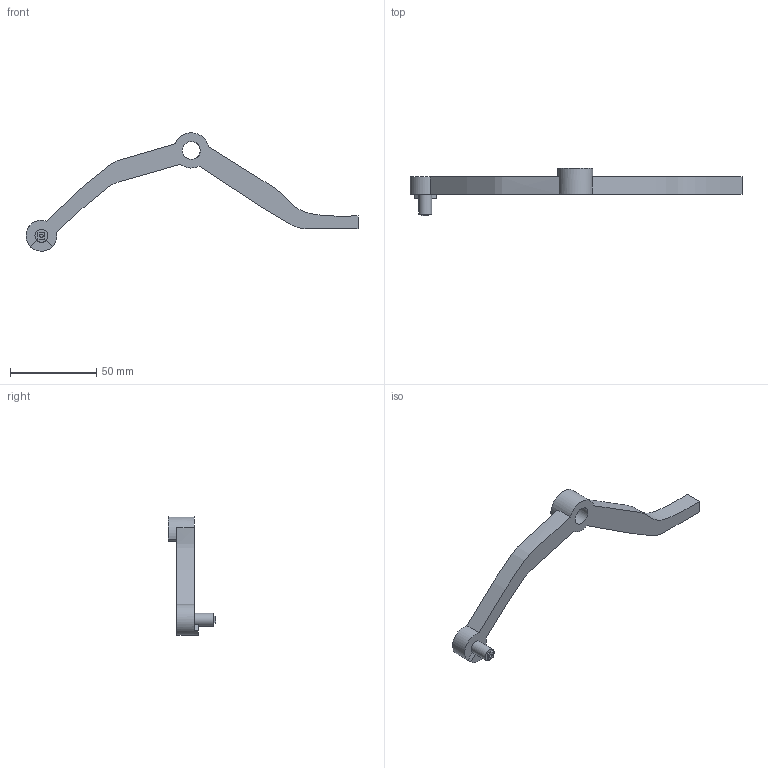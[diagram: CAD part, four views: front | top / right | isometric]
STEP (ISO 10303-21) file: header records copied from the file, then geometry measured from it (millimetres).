
FILE_DESCRIPTION(/* description */ ('STEP AP214'),/* implementation_level */ '2;1');
FILE_NAME(/* name */ '5feaa4298b4f4d11e0d034e5',/* time_stamp */ '2020-12-29T03:36:09+00:00',/* author */ (''),/* organization */ (''),/* preprocessor_version */ 'ST-DEVELOPER v18.1',/* originating_system */ ' ',/* authorisation */ ' ');
FILE_SCHEMA (('AUTOMOTIVE_DESIGN {1 0 10303 214 3 1 1}'));
Length unit declared in the file: metre
Products named in the file (1): beam front r
Bounding box: 192.58 x 27.5 x 68.6 mm (x, y, z)
Volume: 25992.6 mm3; surface area: 10663.2 mm2
Topology: 1 solids, 1 shells, 28 faces, 72 edges, 48 vertices
Faces by surface type: plane 17, cylinder 7, bspline 4
Full cylindrical faces by diameter (mm): 2 x1, 7.5 x1, 10.4 x1
Entity records: 993 total; most frequent: CARTESIAN_POINT 300, ORIENTED_EDGE 136, DIRECTION 129, EDGE_CURVE 68, VERTEX_POINT 47, AXIS2_PLACEMENT_3D 44, LINE 41, VECTOR 41
